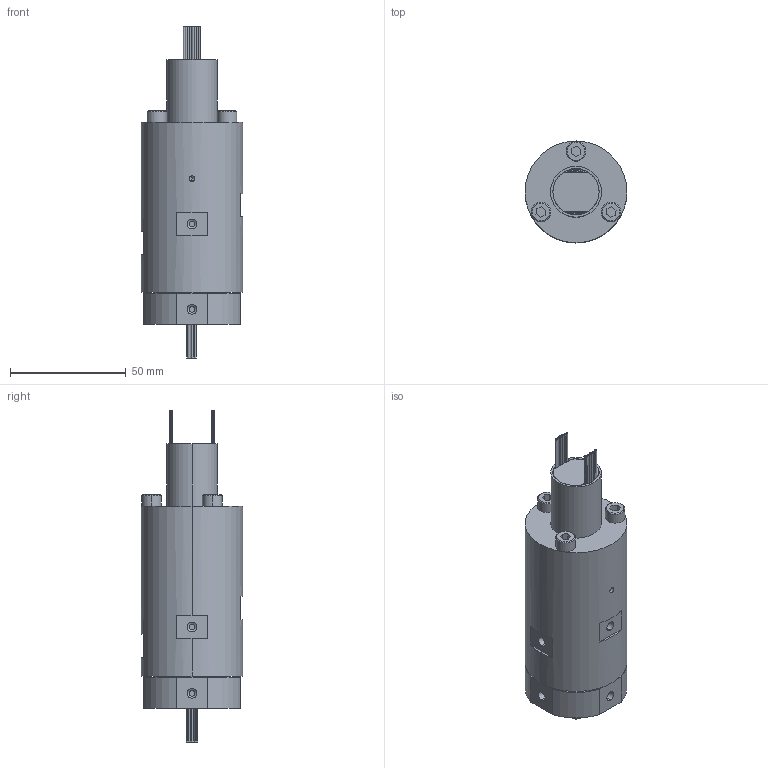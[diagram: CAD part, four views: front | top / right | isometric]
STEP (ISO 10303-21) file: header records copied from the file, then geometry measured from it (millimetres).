
FILE_DESCRIPTION (( 'STEP AP203' ), '1' );
FILE_NAME ('RQR4-S18.STEP', '2020-07-25T07:48:32', ( 'gongcheng1' ), ( '' ), 'SwSTEP 2.0', 'SolidWorks 2014', '' );
FILE_SCHEMA (( 'CONFIG_CONTROL_DESIGN' ));
Length unit declared in the file: millimetre
Products named in the file (1): RQR4-S18
Bounding box: 44 x 44 x 143.5 mm (x, y, z)
Volume: 141605.2 mm3; surface area: 22143.3 mm2
Topology: 1 solids, 1 shells, 264 faces, 572 edges, 362 vertices
Faces by surface type: cylinder 138, plane 96, cone 30
Entity records: 7351 total; most frequent: DIRECTION 1372, CARTESIAN_POINT 1291, ORIENTED_EDGE 1128, EDGE_CURVE 564, AXIS2_PLACEMENT_3D 555, VERTEX_POINT 362, EDGE_LOOP 326, CIRCLE 290
